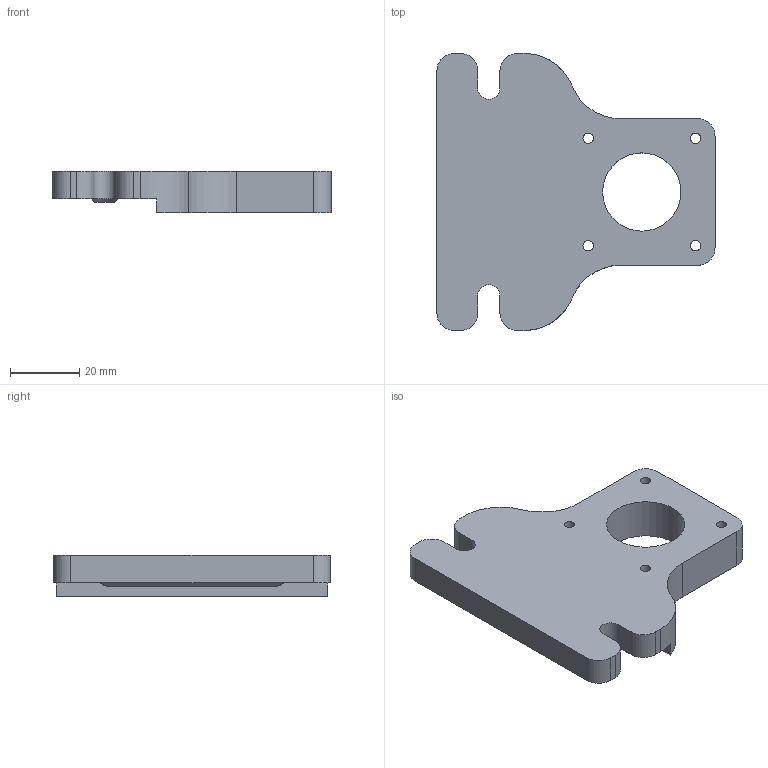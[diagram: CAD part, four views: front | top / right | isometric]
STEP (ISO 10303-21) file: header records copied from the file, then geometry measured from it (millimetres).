
FILE_DESCRIPTION(/* description */ (''),/* implementation_level */ '2;1');
FILE_NAME(/* name */ 'Z Axis Holder Lower v19.step',/* time_stamp */ '2020-10-20T11:22:14+02:00',/* author */ (''),/* organization */ (''),/* preprocessor_version */ 'ST-DEVELOPER v18.1',/* originating_system */ 'Autodesk Translation Framework v9.3.0.1241',/* authorisation */ '');
FILE_SCHEMA (('AUTOMOTIVE_DESIGN { 1 0 10303 214 3 1 1 }'));
Length unit declared in the file: millimetre
Products named in the file (1): Z Axis Holder Lower
Bounding box: 80.3 x 80 x 12 mm (x, y, z)
Volume: 42360.1 mm3; surface area: 13388 mm2
Topology: 1 solids, 1 shells, 40 faces, 113 edges, 76 vertices
Faces by surface type: cylinder 19, plane 19, cone 2
Full cylindrical faces by diameter (mm): 3 x4, 22.6 x1
Entity records: 1373 total; most frequent: CARTESIAN_POINT 238, DIRECTION 235, ORIENTED_EDGE 226, EDGE_CURVE 113, AXIS2_PLACEMENT_3D 85, VERTEX_POINT 76, LINE 65, VECTOR 65
